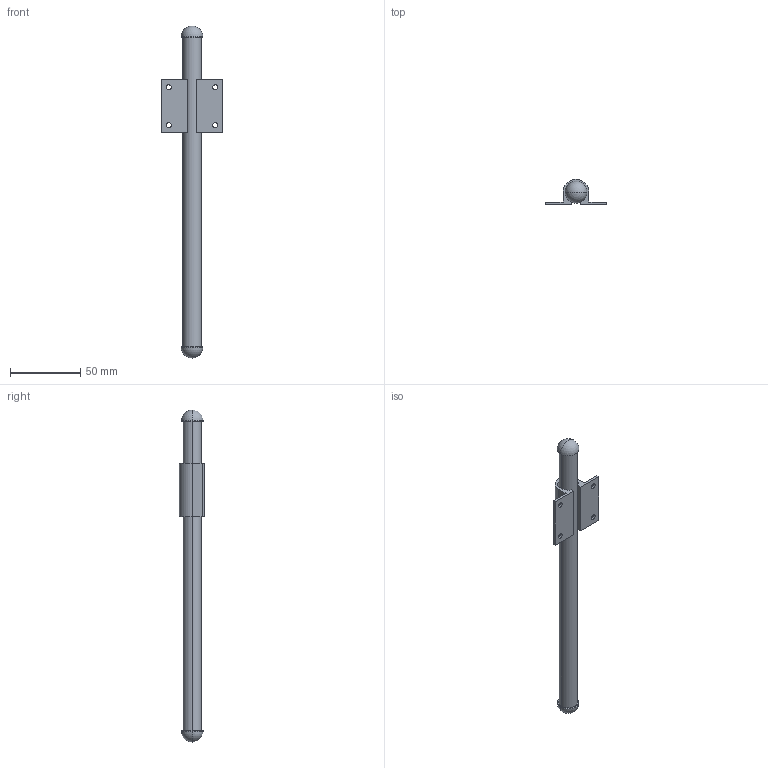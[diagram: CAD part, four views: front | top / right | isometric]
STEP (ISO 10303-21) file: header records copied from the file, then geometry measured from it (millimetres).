
FILE_DESCRIPTION(('Creo Elements/Direct Modeling STEP Export'),'2;1');
FILE_NAME('2234-235.stp','2024-09-12T10:18:49',(''),(''),'Creo Elements/Direct Modeling STEP processor for AP214 (Solid Model)','Creo Elements/Direct Modeling 20.0 12-Nov-2016 (C) Parametric Technology GmbH','');
FILE_SCHEMA(('AUTOMOTIVE_DESIGN { 1 0 10303 214 1 1 1 1 }'));
Length unit declared in the file: millimetre
Products named in the file (5): Rohr; Sockel; Stoppel.01; Stoppel.01.01; AL-8699
Assembly tree (4 placements, depth 2):
  AL-8699
    Stoppel.01.01
    Stoppel.01
    Sockel
    Rohr
Bounding box: 43.5 x 18 x 236 mm (x, y, z)
Volume: 15753.8 mm3; surface area: 25296.3 mm2
Topology: 4 solids, 4 shells, 68 faces, 172 edges, 108 vertices
Faces by surface type: cylinder 34, plane 18, sphere 8, cone 4, torus 4
Entity records: 2673 total; most frequent: CARTESIAN_POINT 983, ORIENTED_EDGE 328, DIRECTION 322, EDGE_CURVE 164, AXIS2_PLACEMENT_3D 127, VERTEX_POINT 108, EDGE_LOOP 82, FACE_OUTER_BOUND 68
